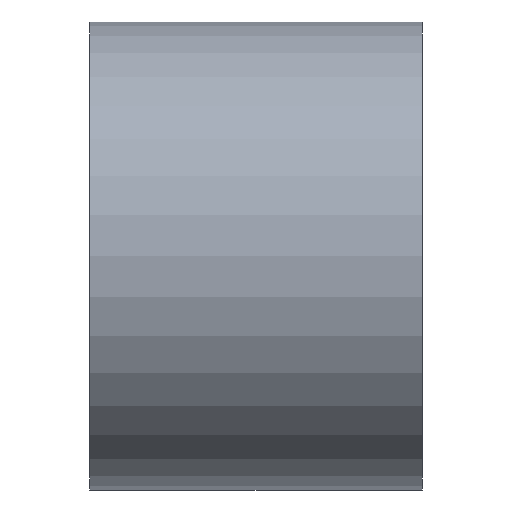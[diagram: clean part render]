
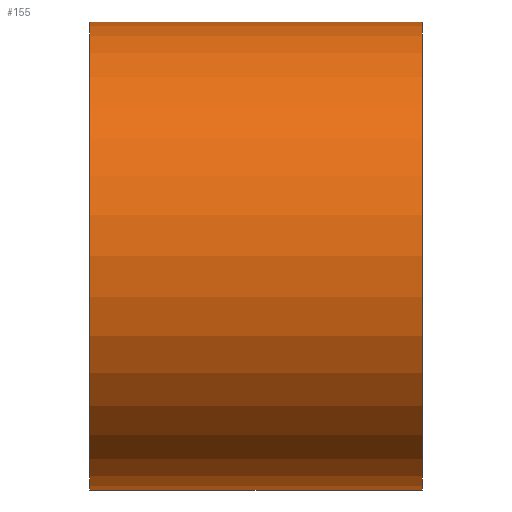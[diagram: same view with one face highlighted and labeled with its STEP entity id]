
A CAD part, front view. The second image highlights one B-rep face of the part: STEP entity #155.
In plain terms, the highlighted cylindrical face has radius 1.55 mm (diameter 3.1 mm), a partial arc.
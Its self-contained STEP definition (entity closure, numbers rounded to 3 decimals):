
#10 = DIRECTION ( 'NONE',  ( 0., 0., -1. ) ) ;
#29 = VERTEX_POINT ( 'NONE', #670 ) ;
#34 = VERTEX_POINT ( 'NONE', #558 ) ;
#35 = DIRECTION ( 'NONE',  ( 1., 0., 0. ) ) ;
#49 = CARTESIAN_POINT ( 'NONE',  ( 1.1, 0., 0. ) ) ;
#64 = DIRECTION ( 'NONE',  ( 1., 0., 0. ) ) ;
#84 = LINE ( 'NONE', #348, #543 ) ;
#91 = AXIS2_PLACEMENT_3D ( 'NONE', #673, #35, #511 ) ;
#121 = EDGE_CURVE ( 'NONE', #605, #34, #392, .T. ) ;
#155 = ADVANCED_FACE ( 'NONE', ( #156 ), #308, .T. ) ;
#156 = FACE_OUTER_BOUND ( 'NONE', #299, .T. ) ;
#171 = CARTESIAN_POINT ( 'NONE',  ( -1.1, 0., 0. ) ) ;
#178 = CARTESIAN_POINT ( 'NONE',  ( -1.1, 0., 1.55 ) ) ;
#193 = DIRECTION ( 'NONE',  ( 1., 0., 0. ) ) ;
#257 = ORIENTED_EDGE ( 'NONE', *, *, #471, .F. ) ;
#267 = AXIS2_PLACEMENT_3D ( 'NONE', #171, #64, #10 ) ;
#296 = ORIENTED_EDGE ( 'NONE', *, *, #654, .T. ) ;
#299 = EDGE_LOOP ( 'NONE', ( #257, #296, #479, #347 ) ) ;
#308 = CYLINDRICAL_SURFACE ( 'NONE', #603, 1.55 ) ;
#331 = VECTOR ( 'NONE', #498, 1000. ) ;
#345 = CIRCLE ( 'NONE', #267, 1.55 ) ;
#347 = ORIENTED_EDGE ( 'NONE', *, *, #509, .F. ) ;
#348 = CARTESIAN_POINT ( 'NONE',  ( 1.1, 0., 1.55 ) ) ;
#387 = CARTESIAN_POINT ( 'NONE',  ( 1.1, 0., -1.55 ) ) ;
#392 = LINE ( 'NONE', #387, #331 ) ;
#441 = VERTEX_POINT ( 'NONE', #178 ) ;
#471 = EDGE_CURVE ( 'NONE', #441, #29, #84, .T. ) ;
#478 = DIRECTION ( 'NONE',  ( 1., 0., 0. ) ) ;
#479 = ORIENTED_EDGE ( 'NONE', *, *, #121, .T. ) ;
#498 = DIRECTION ( 'NONE',  ( 1., 0., 0. ) ) ;
#509 = EDGE_CURVE ( 'NONE', #29, #34, #631, .T. ) ;
#511 = DIRECTION ( 'NONE',  ( 0., 0., -1. ) ) ;
#543 = VECTOR ( 'NONE', #193, 1000. ) ;
#558 = CARTESIAN_POINT ( 'NONE',  ( 1.1, 0., -1.55 ) ) ;
#603 = AXIS2_PLACEMENT_3D ( 'NONE', #49, #478, #630 ) ;
#605 = VERTEX_POINT ( 'NONE', #619 ) ;
#619 = CARTESIAN_POINT ( 'NONE',  ( -1.1, 0., -1.55 ) ) ;
#630 = DIRECTION ( 'NONE',  ( 0., 0., -1. ) ) ;
#631 = CIRCLE ( 'NONE', #91, 1.55 ) ;
#654 = EDGE_CURVE ( 'NONE', #441, #605, #345, .T. ) ;
#670 = CARTESIAN_POINT ( 'NONE',  ( 1.1, 0., 1.55 ) ) ;
#673 = CARTESIAN_POINT ( 'NONE',  ( 1.1, 0., 0. ) ) ;
